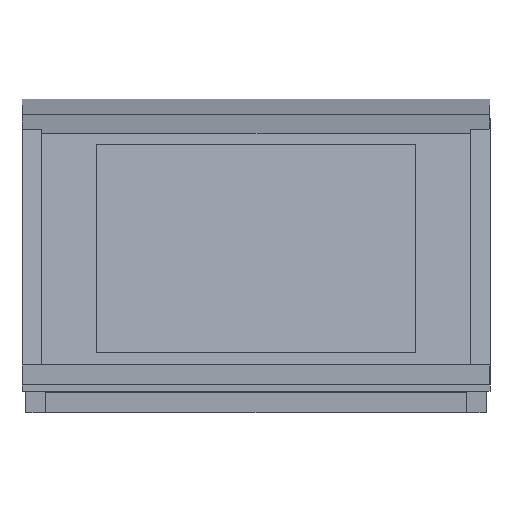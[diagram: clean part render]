
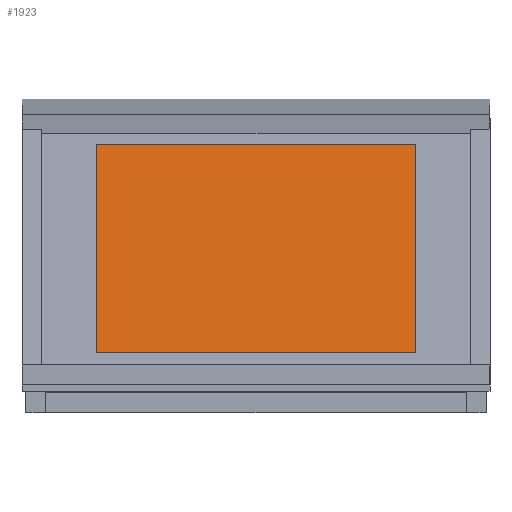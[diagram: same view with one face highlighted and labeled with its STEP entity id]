
A CAD part, front view. The second image highlights one B-rep face of the part: STEP entity #1923.
In plain terms, the highlighted face is planar.
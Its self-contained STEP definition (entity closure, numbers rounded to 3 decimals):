
#153 = ORIENTED_EDGE ( 'NONE', *, *, #1593, .T. ) ;
#177 = FACE_OUTER_BOUND ( 'NONE', #2949, .T. ) ;
#183 = LINE ( 'NONE', #823, #953 ) ;
#229 = VERTEX_POINT ( 'NONE', #296 ) ;
#278 = ORIENTED_EDGE ( 'NONE', *, *, #1117, .T. ) ;
#296 = CARTESIAN_POINT ( 'NONE',  ( -152., -9.4, 100. ) ) ;
#312 = ORIENTED_EDGE ( 'NONE', *, *, #2519, .T. ) ;
#404 = VECTOR ( 'NONE', #1134, 1000. ) ;
#557 = LINE ( 'NONE', #735, #828 ) ;
#594 = CARTESIAN_POINT ( 'NONE',  ( -152., -9.4, 100. ) ) ;
#611 = LINE ( 'NONE', #1889, #404 ) ;
#735 = CARTESIAN_POINT ( 'NONE',  ( 152., -9.4, -99. ) ) ;
#789 = ORIENTED_EDGE ( 'NONE', *, *, #1820, .T. ) ;
#823 = CARTESIAN_POINT ( 'NONE',  ( -152., -9.4, -99. ) ) ;
#828 = VECTOR ( 'NONE', #3011, 1000. ) ;
#953 = VECTOR ( 'NONE', #1100, 1000. ) ;
#1014 = CARTESIAN_POINT ( 'NONE',  ( 152., -9.4, 100. ) ) ;
#1100 = DIRECTION ( 'NONE',  ( 0., 0., -1. ) ) ;
#1117 = EDGE_CURVE ( 'NONE', #1621, #1260, #611, .T. ) ;
#1134 = DIRECTION ( 'NONE',  ( 1., 0., 0. ) ) ;
#1260 = VERTEX_POINT ( 'NONE', #1439 ) ;
#1439 = CARTESIAN_POINT ( 'NONE',  ( 152., -9.4, -99. ) ) ;
#1473 = AXIS2_PLACEMENT_3D ( 'NONE', #2641, #1905, #1669 ) ;
#1591 = DIRECTION ( 'NONE',  ( -1., 0., 0. ) ) ;
#1593 = EDGE_CURVE ( 'NONE', #1260, #2125, #557, .T. ) ;
#1621 = VERTEX_POINT ( 'NONE', #2748 ) ;
#1628 = PLANE ( 'NONE',  #1473 ) ;
#1669 = DIRECTION ( 'NONE',  ( 0., 0., 1. ) ) ;
#1820 = EDGE_CURVE ( 'NONE', #229, #1621, #183, .T. ) ;
#1889 = CARTESIAN_POINT ( 'NONE',  ( -152., -9.4, -99. ) ) ;
#1905 = DIRECTION ( 'NONE',  ( 0., 1., 0. ) ) ;
#1923 = ADVANCED_FACE ( 'NONE', ( #177 ), #1628, .F. ) ;
#2125 = VERTEX_POINT ( 'NONE', #1014 ) ;
#2175 = LINE ( 'NONE', #594, #3270 ) ;
#2519 = EDGE_CURVE ( 'NONE', #2125, #229, #2175, .T. ) ;
#2641 = CARTESIAN_POINT ( 'NONE',  ( 0., -9.4, 0. ) ) ;
#2748 = CARTESIAN_POINT ( 'NONE',  ( -152., -9.4, -99. ) ) ;
#2949 = EDGE_LOOP ( 'NONE', ( #789, #278, #153, #312 ) ) ;
#3011 = DIRECTION ( 'NONE',  ( 0., 0., 1. ) ) ;
#3270 = VECTOR ( 'NONE', #1591, 1000. ) ;
